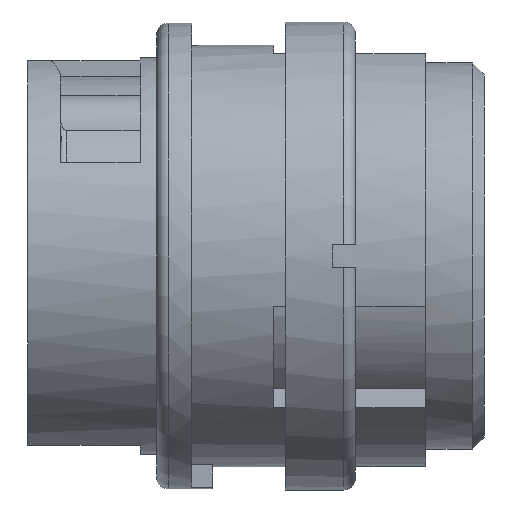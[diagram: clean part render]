
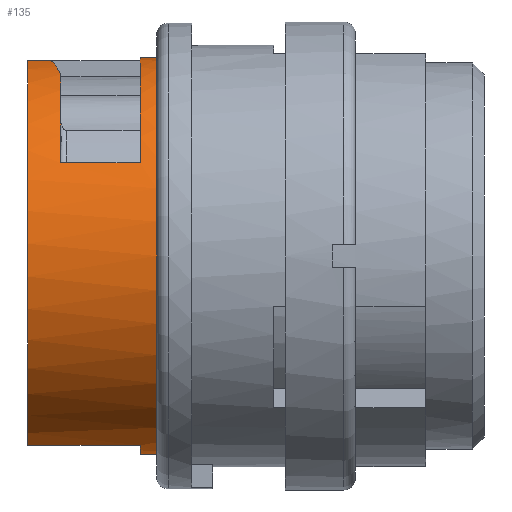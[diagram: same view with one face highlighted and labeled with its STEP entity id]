
A CAD part, front view. The second image highlights one B-rep face of the part: STEP entity #135.
In plain terms, the highlighted cylindrical face has radius 8.475 mm (diameter 16.95 mm), a partial arc.
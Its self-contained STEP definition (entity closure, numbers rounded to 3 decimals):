
#135=ADVANCED_FACE('',(#417),#418,.T.);
#417=FACE_OUTER_BOUND('',#821,.T.);
#418=CYLINDRICAL_SURFACE('',#822,8.475);
#821=EDGE_LOOP('',(#1730,#1731,#1732,#1733,#1734,#1735,#1736,#1737,#1738,#1739,#1740,#1741));
#822=AXIS2_PLACEMENT_3D('',#1742,#1743,#1744);
#1730=ORIENTED_EDGE('',*,*,#2824,.T.);
#1731=ORIENTED_EDGE('',*,*,#3039,.T.);
#1732=ORIENTED_EDGE('',*,*,#2832,.T.);
#1733=ORIENTED_EDGE('',*,*,#3040,.T.);
#1734=ORIENTED_EDGE('',*,*,#3041,.T.);
#1735=ORIENTED_EDGE('',*,*,#3042,.F.);
#1736=ORIENTED_EDGE('',*,*,#3043,.T.);
#1737=ORIENTED_EDGE('',*,*,#3044,.T.);
#1738=ORIENTED_EDGE('',*,*,#3045,.T.);
#1739=ORIENTED_EDGE('',*,*,#3046,.T.);
#1740=ORIENTED_EDGE('',*,*,#3047,.F.);
#1741=ORIENTED_EDGE('',*,*,#3048,.T.);
#1742=CARTESIAN_POINT('',(2.75,0.0,0.0));
#1743=DIRECTION('',(-1.0,0.0,-0.0));
#1744=DIRECTION('',(0.0,0.0,-1.0));
#2824=EDGE_CURVE('',#3468,#3469,#3470,.T.);
#2832=EDGE_CURVE('',#3485,#3483,#3486,.T.);
#3039=EDGE_CURVE('',#3469,#3485,#3829,.T.);
#3040=EDGE_CURVE('',#3483,#3830,#3831,.T.);
#3041=EDGE_CURVE('',#3830,#3832,#3833,.T.);
#3042=EDGE_CURVE('',#3834,#3832,#3835,.T.);
#3043=EDGE_CURVE('',#3834,#3836,#3837,.T.);
#3044=EDGE_CURVE('',#3836,#3838,#3839,.T.);
#3045=EDGE_CURVE('',#3838,#3840,#3841,.T.);
#3046=EDGE_CURVE('',#3840,#3842,#3843,.T.);
#3047=EDGE_CURVE('',#3844,#3842,#3845,.T.);
#3048=EDGE_CURVE('',#3844,#3468,#3846,.T.);
#3468=VERTEX_POINT('',#4466);
#3469=VERTEX_POINT('',#4467);
#3470=LINE('',#4468,#4469);
#3483=VERTEX_POINT('',#4485);
#3485=VERTEX_POINT('',#4487);
#3486=LINE('',#4488,#4489);
#3829=CIRCLE('',#5002,8.475);
#3830=VERTEX_POINT('',#5003);
#3831=CIRCLE('',#5004,8.475);
#3832=VERTEX_POINT('',#5005);
#3833=LINE('',#5006,#5007);
#3834=VERTEX_POINT('',#5008);
#3835=CIRCLE('',#5009,8.475);
#3836=VERTEX_POINT('',#5010);
#3837=ELLIPSE('',#5011,8.656,8.475);
#3838=VERTEX_POINT('',#5012);
#3839=B_SPLINE_CURVE_WITH_KNOTS('',3,(#5013,#5014,#5015,#5016,#5017,#5018,#5019,#5020,#5021,#5022,#5023,#5024,#5025),.UNSPECIFIED.,.F.,.F.,(4,3,3,3,4),(0.0,0.251,0.502,0.75,1.0),.UNSPECIFIED.);
#3840=VERTEX_POINT('',#5026);
#3841=LINE('',#5027,#5028);
#3842=VERTEX_POINT('',#5029);
#3843=CIRCLE('',#5030,8.475);
#3844=VERTEX_POINT('',#5031);
#3845=LINE('',#5032,#5033);
#3846=CIRCLE('',#5034,8.475);
#4466=CARTESIAN_POINT('',(4.8,0.,-8.475));
#4467=CARTESIAN_POINT('',(5.5,0.0,-8.475));
#4468=CARTESIAN_POINT('',(2.75,0.,-8.475));
#4469=VECTOR('',#5729,1.0);
#4485=CARTESIAN_POINT('',(4.8,0.,8.475));
#4487=CARTESIAN_POINT('',(5.5,0.,8.475));
#4488=CARTESIAN_POINT('',(2.75,0.,8.475));
#4489=VECTOR('',#5745,1.0);
#5002=AXIS2_PLACEMENT_3D('',#6075,#6076,#6077);
#5003=CARTESIAN_POINT('',(4.8,-7.483,3.979));
#5004=AXIS2_PLACEMENT_3D('',#6078,#6079,#6080);
#5005=CARTESIAN_POINT('',(1.4,-7.483,3.979));
#5006=CARTESIAN_POINT('',(4.8,-7.483,3.979));
#5007=VECTOR('',#6081,1.0);
#5008=CARTESIAN_POINT('',(1.4,-3.427,7.751));
#5009=AXIS2_PLACEMENT_3D('',#6082,#6083,#6084);
#5010=CARTESIAN_POINT('',(1.033,-1.659,8.311));
#5011=AXIS2_PLACEMENT_3D('',#6085,#6086,#6087);
#5012=CARTESIAN_POINT('',(0.837,-1.5,8.341));
#5013=CARTESIAN_POINT('',(1.033,-1.659,8.311));
#5014=CARTESIAN_POINT('',(1.029,-1.637,8.315));
#5015=CARTESIAN_POINT('',(1.02,-1.616,8.32));
#5016=CARTESIAN_POINT('',(1.008,-1.596,8.323));
#5017=CARTESIAN_POINT('',(0.997,-1.577,8.327));
#5018=CARTESIAN_POINT('',(0.981,-1.559,8.33));
#5019=CARTESIAN_POINT('',(0.964,-1.545,8.333));
#5020=CARTESIAN_POINT('',(0.946,-1.531,8.336));
#5021=CARTESIAN_POINT('',(0.926,-1.519,8.338));
#5022=CARTESIAN_POINT('',(0.905,-1.512,8.339));
#5023=CARTESIAN_POINT('',(0.883,-1.504,8.34));
#5024=CARTESIAN_POINT('',(0.86,-1.5,8.341));
#5025=CARTESIAN_POINT('',(0.837,-1.5,8.341));
#5026=CARTESIAN_POINT('',(0.0,-1.5,8.341));
#5027=CARTESIAN_POINT('',(1.4,-1.5,8.341));
#5028=VECTOR('',#6088,1.0);
#5029=CARTESIAN_POINT('',(0.0,-2.521,-8.091));
#5030=AXIS2_PLACEMENT_3D('',#6089,#6090,#6091);
#5031=CARTESIAN_POINT('',(4.8,-2.521,-8.091));
#5032=CARTESIAN_POINT('',(4.8,-2.521,-8.091));
#5033=VECTOR('',#6092,1.0);
#5034=AXIS2_PLACEMENT_3D('',#6093,#6094,#6095);
#5729=DIRECTION('',(1.0,-0.0,-0.0));
#5745=DIRECTION('',(-1.0,0.0,-0.0));
#6075=CARTESIAN_POINT('',(5.5,0.0,0.0));
#6076=DIRECTION('',(-1.0,0.0,0.0));
#6077=DIRECTION('',(0.0,0.0,-1.0));
#6078=CARTESIAN_POINT('',(4.8,0.0,0.0));
#6079=DIRECTION('',(1.0,0.0,0.0));
#6080=DIRECTION('',(0.0,1.0,0.));
#6081=DIRECTION('',(-1.0,0.0,0.0));
#6082=CARTESIAN_POINT('',(1.4,0.0,0.0));
#6083=DIRECTION('',(1.0,0.0,0.0));
#6084=DIRECTION('',(0.0,1.0,0.));
#6085=CARTESIAN_POINT('',(0.689,0.0,0.0));
#6086=DIRECTION('',(-0.979,-0.203,0.0));
#6087=DIRECTION('',(0.203,-0.979,0.0));
#6088=DIRECTION('',(-1.0,0.0,0.0));
#6089=CARTESIAN_POINT('',(0.,0.0,0.0));
#6090=DIRECTION('',(1.0,0.0,0.0));
#6091=DIRECTION('',(0.0,0.0,-1.0));
#6092=DIRECTION('',(-1.0,0.0,0.0));
#6093=CARTESIAN_POINT('',(4.8,0.0,0.0));
#6094=DIRECTION('',(1.0,0.0,0.0));
#6095=DIRECTION('',(0.0,-1.0,0.));
